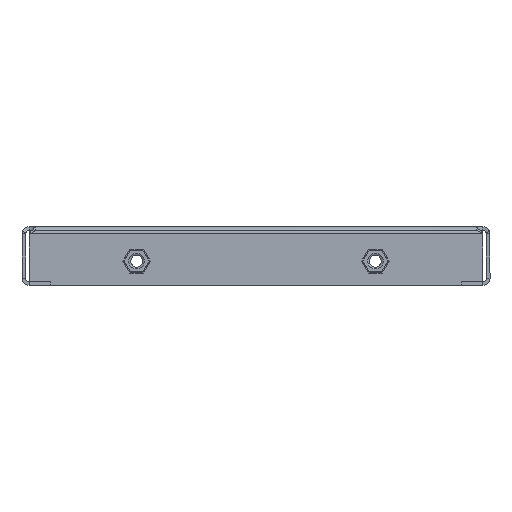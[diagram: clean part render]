
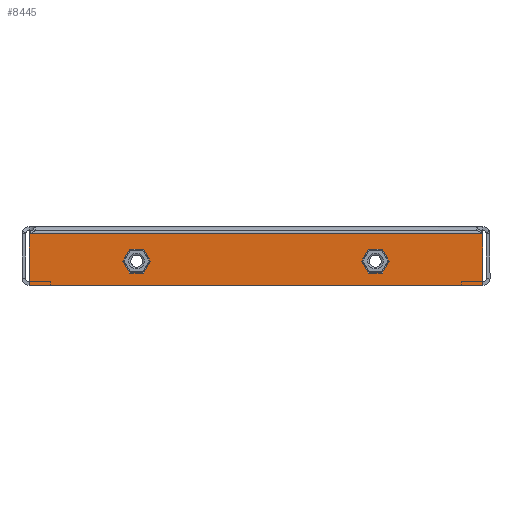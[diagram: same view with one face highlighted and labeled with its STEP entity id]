
A CAD part, left-side view. The second image highlights one B-rep face of the part: STEP entity #8445.
In plain terms, the highlighted planar face has unit normal (-1, 0, 0).
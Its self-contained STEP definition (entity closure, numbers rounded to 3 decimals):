
#286 = LINE ( 'NONE', #27909, #6849 ) ;
#494 = CARTESIAN_POINT ( 'NONE',  ( -403.8, -47.719, -27.551 ) ) ;
#608 = VERTEX_POINT ( 'NONE', #23244 ) ;
#921 = CARTESIAN_POINT ( 'NONE',  ( -403.8, 47.344, -9.8 ) ) ;
#1125 = CARTESIAN_POINT ( 'NONE',  ( -403.8, 0., -19. ) ) ;
#1835 = ORIENTED_EDGE ( 'NONE', *, *, #3782, .T. ) ;
#1964 = VERTEX_POINT ( 'NONE', #22319 ) ;
#2087 = CARTESIAN_POINT ( 'NONE',  ( -403.8, -39.752, -22.951 ) ) ;
#2695 = CARTESIAN_POINT ( 'NONE',  ( -403.8, -95., -3. ) ) ;
#3533 = EDGE_CURVE ( 'NONE', #7849, #8469, #42794, .T. ) ;
#3782 = EDGE_CURVE ( 'NONE', #608, #36014, #54084, .T. ) ;
#4000 = VERTEX_POINT ( 'NONE', #19547 ) ;
#4869 = LINE ( 'NONE', #22123, #40342 ) ;
#5102 = VECTOR ( 'NONE', #56058, 1000. ) ;
#5977 = EDGE_CURVE ( 'NONE', #32790, #22503, #286, .T. ) ;
#6158 = CARTESIAN_POINT ( 'NONE',  ( -403.8, -55.312, -14.4 ) ) ;
#6776 = CARTESIAN_POINT ( 'NONE',  ( -403.8, 0., 0. ) ) ;
#6849 = VECTOR ( 'NONE', #54413, 1000. ) ;
#7355 = DIRECTION ( 'NONE',  ( 1., 0., 0. ) ) ;
#7425 = VECTOR ( 'NONE', #46753, 1000. ) ;
#7654 = VECTOR ( 'NONE', #41561, 1000. ) ;
#7817 = CARTESIAN_POINT ( 'NONE',  ( -403.8, 52.656, -19. ) ) ;
#7849 = VERTEX_POINT ( 'NONE', #55786 ) ;
#7974 = LINE ( 'NONE', #50440, #43169 ) ;
#8326 = EDGE_CURVE ( 'NONE', #44326, #7849, #18966, .T. ) ;
#8445 = ADVANCED_FACE ( 'NONE', ( #43611, #11244, #38276 ), #16570, .F. ) ;
#8469 = VERTEX_POINT ( 'NONE', #25173 ) ;
#8750 = VERTEX_POINT ( 'NONE', #23362 ) ;
#8820 = ORIENTED_EDGE ( 'NONE', *, *, #53918, .T. ) ;
#10154 = LINE ( 'NONE', #2087, #55962 ) ;
#10498 = LINE ( 'NONE', #19670, #7425 ) ;
#10603 = VERTEX_POINT ( 'NONE', #42886 ) ;
#10858 = VERTEX_POINT ( 'NONE', #921 ) ;
#11244 = FACE_BOUND ( 'NONE', #14720, .T. ) ;
#11332 = EDGE_CURVE ( 'NONE', #1964, #10603, #42394, .T. ) ;
#11813 = ORIENTED_EDGE ( 'NONE', *, *, #20814, .T. ) ;
#12198 = CARTESIAN_POINT ( 'NONE',  ( -403.8, -52.656, -19. ) ) ;
#12997 = VECTOR ( 'NONE', #15962, 1000. ) ;
#13302 = EDGE_CURVE ( 'NONE', #8750, #608, #7974, .T. ) ;
#14517 = DIRECTION ( 'NONE',  ( 0., 1., 0. ) ) ;
#14720 = EDGE_LOOP ( 'NONE', ( #35625, #32898, #37719, #56096, #23915, #26232 ) ) ;
#14856 = VECTOR ( 'NONE', #45807, 1000. ) ;
#15083 = CARTESIAN_POINT ( 'NONE',  ( -403.8, -95., 0. ) ) ;
#15813 = LINE ( 'NONE', #46743, #49590 ) ;
#15962 = DIRECTION ( 'NONE',  ( 0., 0., 1. ) ) ;
#16570 = PLANE ( 'NONE',  #28980 ) ;
#18027 = EDGE_CURVE ( 'NONE', #36014, #41124, #49001, .T. ) ;
#18966 = LINE ( 'NONE', #1125, #20440 ) ;
#19547 = CARTESIAN_POINT ( 'NONE',  ( -403.8, 52.656, -9.8 ) ) ;
#19670 = CARTESIAN_POINT ( 'NONE',  ( -403.8, 35.248, 20.351 ) ) ;
#20440 = VECTOR ( 'NONE', #14517, 1000. ) ;
#20814 = EDGE_CURVE ( 'NONE', #10858, #8750, #15813, .T. ) ;
#21450 = ORIENTED_EDGE ( 'NONE', *, *, #32806, .T. ) ;
#21538 = LINE ( 'NONE', #38514, #41388 ) ;
#22123 = CARTESIAN_POINT ( 'NONE',  ( -403.8, 0., -9.8 ) ) ;
#22210 = DIRECTION ( 'NONE',  ( 0., 0.5, -0.866 ) ) ;
#22319 = CARTESIAN_POINT ( 'NONE',  ( -403.8, 95., -24.5 ) ) ;
#22503 = VERTEX_POINT ( 'NONE', #42640 ) ;
#23244 = CARTESIAN_POINT ( 'NONE',  ( -403.8, 47.344, -19. ) ) ;
#23362 = CARTESIAN_POINT ( 'NONE',  ( -403.8, 44.688, -14.4 ) ) ;
#23915 = ORIENTED_EDGE ( 'NONE', *, *, #36796, .T. ) ;
#25173 = CARTESIAN_POINT ( 'NONE',  ( -403.8, -44.688, -14.4 ) ) ;
#26232 = ORIENTED_EDGE ( 'NONE', *, *, #54736, .T. ) ;
#26374 = CARTESIAN_POINT ( 'NONE',  ( -403.8, 47.719, -27.551 ) ) ;
#26377 = ORIENTED_EDGE ( 'NONE', *, *, #42004, .T. ) ;
#27643 = CARTESIAN_POINT ( 'NONE',  ( -403.8, 95., 0. ) ) ;
#27909 = CARTESIAN_POINT ( 'NONE',  ( -403.8, 0., -9.8 ) ) ;
#28212 = LINE ( 'NONE', #55573, #31524 ) ;
#28980 = AXIS2_PLACEMENT_3D ( 'NONE', #6776, #7355, #29351 ) ;
#29351 = DIRECTION ( 'NONE',  ( 0., 0., -1. ) ) ;
#29702 = CARTESIAN_POINT ( 'NONE',  ( -403.8, -27.281, 15.751 ) ) ;
#31442 = DIRECTION ( 'NONE',  ( 0., 0.5, 0.866 ) ) ;
#31524 = VECTOR ( 'NONE', #56149, 1000. ) ;
#32757 = DIRECTION ( 'NONE',  ( 0., -0.5, -0.866 ) ) ;
#32790 = VERTEX_POINT ( 'NONE', #46460 ) ;
#32806 = EDGE_CURVE ( 'NONE', #41124, #4000, #10498, .T. ) ;
#32898 = ORIENTED_EDGE ( 'NONE', *, *, #3533, .T. ) ;
#33134 = ORIENTED_EDGE ( 'NONE', *, *, #18027, .T. ) ;
#33402 = ORIENTED_EDGE ( 'NONE', *, *, #11332, .T. ) ;
#34326 = EDGE_CURVE ( 'NONE', #8469, #32790, #10154, .T. ) ;
#35625 = ORIENTED_EDGE ( 'NONE', *, *, #8326, .T. ) ;
#36014 = VERTEX_POINT ( 'NONE', #7817 ) ;
#36796 = EDGE_CURVE ( 'NONE', #22503, #49370, #28212, .T. ) ;
#37691 = LINE ( 'NONE', #15083, #12997 ) ;
#37719 = ORIENTED_EDGE ( 'NONE', *, *, #34326, .T. ) ;
#37925 = CARTESIAN_POINT ( 'NONE',  ( -403.8, 0., -24.5 ) ) ;
#38276 = FACE_OUTER_BOUND ( 'NONE', #47125, .T. ) ;
#38514 = CARTESIAN_POINT ( 'NONE',  ( -403.8, -95., -3. ) ) ;
#38971 = VECTOR ( 'NONE', #47266, 1000. ) ;
#40342 = VECTOR ( 'NONE', #45616, 1000. ) ;
#41124 = VERTEX_POINT ( 'NONE', #42057 ) ;
#41220 = LINE ( 'NONE', #494, #57461 ) ;
#41388 = VECTOR ( 'NONE', #56647, 1000. ) ;
#41561 = DIRECTION ( 'NONE',  ( 0., 1., 0. ) ) ;
#41623 = LINE ( 'NONE', #27643, #14856 ) ;
#41923 = DIRECTION ( 'NONE',  ( 0., -0.5, 0.866 ) ) ;
#42004 = EDGE_CURVE ( 'NONE', #10603, #47393, #37691, .T. ) ;
#42057 = CARTESIAN_POINT ( 'NONE',  ( -403.8, 55.312, -14.4 ) ) ;
#42394 = LINE ( 'NONE', #37925, #5102 ) ;
#42640 = CARTESIAN_POINT ( 'NONE',  ( -403.8, -52.656, -9.8 ) ) ;
#42794 = LINE ( 'NONE', #29702, #38971 ) ;
#42886 = CARTESIAN_POINT ( 'NONE',  ( -403.8, -95., -24.5 ) ) ;
#43169 = VECTOR ( 'NONE', #22210, 1000. ) ;
#43611 = FACE_BOUND ( 'NONE', #44977, .T. ) ;
#44326 = VERTEX_POINT ( 'NONE', #12198 ) ;
#44608 = CARTESIAN_POINT ( 'NONE',  ( -403.8, 95., -3. ) ) ;
#44977 = EDGE_LOOP ( 'NONE', ( #47767, #1835, #33134, #21450, #8820, #11813 ) ) ;
#45176 = CARTESIAN_POINT ( 'NONE',  ( -403.8, 0., -19. ) ) ;
#45616 = DIRECTION ( 'NONE',  ( 0., -1., 0. ) ) ;
#45807 = DIRECTION ( 'NONE',  ( 0., 0., -1. ) ) ;
#46460 = CARTESIAN_POINT ( 'NONE',  ( -403.8, -47.344, -9.8 ) ) ;
#46743 = CARTESIAN_POINT ( 'NONE',  ( -403.8, 39.752, -22.951 ) ) ;
#46753 = DIRECTION ( 'NONE',  ( 0., -0.5, 0.866 ) ) ;
#47125 = EDGE_LOOP ( 'NONE', ( #51224, #49960, #33402, #26377 ) ) ;
#47266 = DIRECTION ( 'NONE',  ( 0., 0.5, 0.866 ) ) ;
#47393 = VERTEX_POINT ( 'NONE', #2695 ) ;
#47432 = VERTEX_POINT ( 'NONE', #44608 ) ;
#47767 = ORIENTED_EDGE ( 'NONE', *, *, #13302, .T. ) ;
#49001 = LINE ( 'NONE', #26374, #49936 ) ;
#49370 = VERTEX_POINT ( 'NONE', #6158 ) ;
#49590 = VECTOR ( 'NONE', #32757, 1000. ) ;
#49936 = VECTOR ( 'NONE', #31442, 1000. ) ;
#49960 = ORIENTED_EDGE ( 'NONE', *, *, #56558, .T. ) ;
#50425 = DIRECTION ( 'NONE',  ( 0., 0.5, -0.866 ) ) ;
#50440 = CARTESIAN_POINT ( 'NONE',  ( -403.8, 27.281, 15.751 ) ) ;
#51224 = ORIENTED_EDGE ( 'NONE', *, *, #55041, .F. ) ;
#53918 = EDGE_CURVE ( 'NONE', #4000, #10858, #4869, .T. ) ;
#54084 = LINE ( 'NONE', #45176, #7654 ) ;
#54413 = DIRECTION ( 'NONE',  ( 0., -1., 0. ) ) ;
#54736 = EDGE_CURVE ( 'NONE', #49370, #44326, #41220, .T. ) ;
#55041 = EDGE_CURVE ( 'NONE', #47432, #47393, #21538, .T. ) ;
#55573 = CARTESIAN_POINT ( 'NONE',  ( -403.8, -35.248, 20.351 ) ) ;
#55786 = CARTESIAN_POINT ( 'NONE',  ( -403.8, -47.344, -19. ) ) ;
#55962 = VECTOR ( 'NONE', #41923, 1000. ) ;
#56058 = DIRECTION ( 'NONE',  ( 0., -1., 0. ) ) ;
#56096 = ORIENTED_EDGE ( 'NONE', *, *, #5977, .T. ) ;
#56149 = DIRECTION ( 'NONE',  ( 0., -0.5, -0.866 ) ) ;
#56558 = EDGE_CURVE ( 'NONE', #47432, #1964, #41623, .T. ) ;
#56647 = DIRECTION ( 'NONE',  ( 0., -1., 0. ) ) ;
#57461 = VECTOR ( 'NONE', #50425, 1000. ) ;
